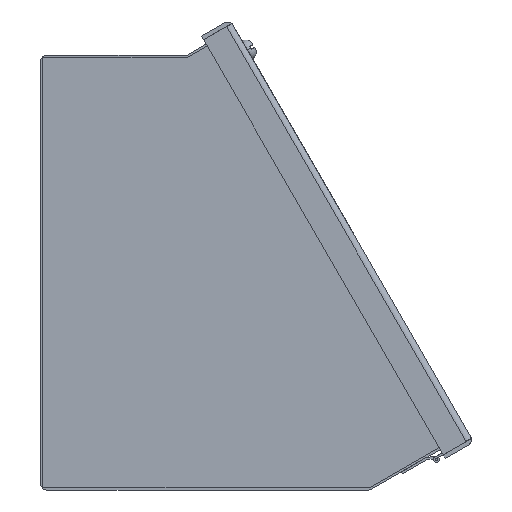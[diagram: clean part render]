
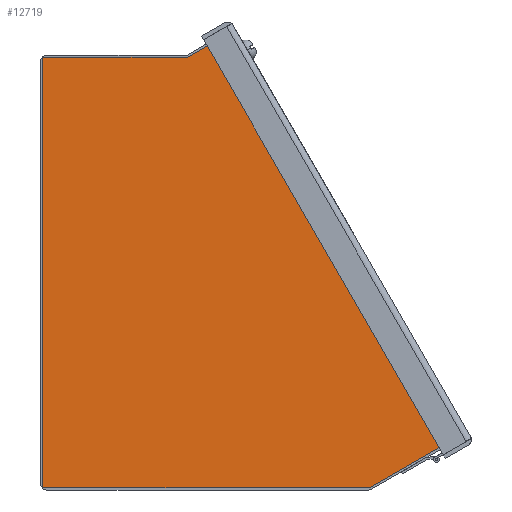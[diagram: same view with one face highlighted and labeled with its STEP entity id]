
A CAD part, left-side view. The second image highlights one B-rep face of the part: STEP entity #12719.
In plain terms, the highlighted planar face has unit normal (-1, 0, 0).
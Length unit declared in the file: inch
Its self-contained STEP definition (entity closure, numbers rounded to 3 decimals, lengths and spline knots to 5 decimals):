
#289 = VERTEX_POINT ( 'NONE', #3151 ) ;
#370 = LINE ( 'NONE', #4963, #15131 ) ;
#445 = ORIENTED_EDGE ( 'NONE', *, *, #4676, .T. ) ;
#492 = CARTESIAN_POINT ( 'NONE',  ( -6., -0.036, 0.036 ) ) ;
#1208 = EDGE_CURVE ( 'NONE', #3059, #6761, #9578, .T. ) ;
#1355 = VERTEX_POINT ( 'NONE', #3723 ) ;
#1578 = EDGE_CURVE ( 'NONE', #12493, #11147, #4435, .T. ) ;
#1691 = DIRECTION ( 'NONE',  ( 0., 0.866, -0.5 ) ) ;
#1950 = EDGE_CURVE ( 'NONE', #6761, #289, #9282, .T. ) ;
#2219 = ORIENTED_EDGE ( 'NONE', *, *, #5716, .T. ) ;
#2601 = ORIENTED_EDGE ( 'NONE', *, *, #15472, .F. ) ;
#2983 = CARTESIAN_POINT ( 'NONE',  ( -6., -3.1359, 7.763 ) ) ;
#3008 = VECTOR ( 'NONE', #11337, 39.37008 ) ;
#3059 = VERTEX_POINT ( 'NONE', #2983 ) ;
#3151 = CARTESIAN_POINT ( 'NONE',  ( -6., -3.41505, 7.1356 ) ) ;
#3233 = CARTESIAN_POINT ( 'NONE',  ( -6., -6.76401, 1.48001 ) ) ;
#3350 = CARTESIAN_POINT ( 'NONE',  ( -6., -3.4774, 7.1716 ) ) ;
#3397 = ORIENTED_EDGE ( 'NONE', *, *, #5131, .F. ) ;
#3469 = LINE ( 'NONE', #12159, #10852 ) ;
#3489 = ORIENTED_EDGE ( 'NONE', *, *, #13214, .F. ) ;
#3723 = CARTESIAN_POINT ( 'NONE',  ( -6., -6.70165, 1.44401 ) ) ;
#3875 = ORIENTED_EDGE ( 'NONE', *, *, #13804, .F. ) ;
#3969 = VERTEX_POINT ( 'NONE', #8449 ) ;
#4098 = VERTEX_POINT ( 'NONE', #7571 ) ;
#4328 = CARTESIAN_POINT ( 'NONE',  ( -6., -0.036, 0.036 ) ) ;
#4435 = LINE ( 'NONE', #3233, #14600 ) ;
#4513 = VECTOR ( 'NONE', #12598, 39.37008 ) ;
#4579 = EDGE_CURVE ( 'NONE', #13102, #3969, #370, .T. ) ;
#4676 = EDGE_CURVE ( 'NONE', #1355, #4683, #13632, .T. ) ;
#4683 = VERTEX_POINT ( 'NONE', #9055 ) ;
#4878 = DIRECTION ( 'NONE',  ( 0., -0.5, -0.866 ) ) ;
#4963 = CARTESIAN_POINT ( 'NONE',  ( -6., -0.036, 7.401 ) ) ;
#5058 = VECTOR ( 'NONE', #1691, 39.37008 ) ;
#5131 = EDGE_CURVE ( 'NONE', #11147, #4098, #14896, .T. ) ;
#5134 = VECTOR ( 'NONE', #15459, 39.37008 ) ;
#5264 = CARTESIAN_POINT ( 'NONE',  ( -6., -6.70165, 1.44401 ) ) ;
#5485 = ORIENTED_EDGE ( 'NONE', *, *, #1208, .F. ) ;
#5633 = CARTESIAN_POINT ( 'NONE',  ( -6., -7.10551, 0.88861 ) ) ;
#5716 = EDGE_CURVE ( 'NONE', #14611, #289, #3469, .T. ) ;
#5817 = LINE ( 'NONE', #10635, #10419 ) ;
#6050 = VECTOR ( 'NONE', #14568, 39.37008 ) ;
#6339 = ORIENTED_EDGE ( 'NONE', *, *, #15473, .F. ) ;
#6557 = DIRECTION ( 'NONE',  ( 0., -0.5, -0.866 ) ) ;
#6637 = ORIENTED_EDGE ( 'NONE', *, *, #4579, .F. ) ;
#6694 = VERTEX_POINT ( 'NONE', #8791 ) ;
#6701 = DIRECTION ( 'NONE',  ( 0., -0.866, 0.5 ) ) ;
#6719 = ORIENTED_EDGE ( 'NONE', *, *, #1950, .F. ) ;
#6737 = CARTESIAN_POINT ( 'NONE',  ( -6., -3.41509, 7.13553 ) ) ;
#6761 = VERTEX_POINT ( 'NONE', #12957 ) ;
#6972 = CARTESIAN_POINT ( 'NONE',  ( -6., -3.1359, 7.763 ) ) ;
#7104 = DIRECTION ( 'NONE',  ( 0., 0.5, 0.866 ) ) ;
#7242 = DIRECTION ( 'NONE',  ( 0., -1., 0. ) ) ;
#7571 = CARTESIAN_POINT ( 'NONE',  ( -6., -5.629, 0.036 ) ) ;
#7704 = CARTESIAN_POINT ( 'NONE',  ( -6., -0.036, 7.401 ) ) ;
#7838 = LINE ( 'NONE', #492, #11171 ) ;
#8128 = VECTOR ( 'NONE', #6557, 39.37008 ) ;
#8368 = AXIS2_PLACEMENT_3D ( 'NONE', #9471, #10483, #12993 ) ;
#8449 = CARTESIAN_POINT ( 'NONE',  ( -6., -2.509, 7.401 ) ) ;
#8791 = CARTESIAN_POINT ( 'NONE',  ( -6., -0.036, 0.036 ) ) ;
#9055 = CARTESIAN_POINT ( 'NONE',  ( -6., -6.70162, 1.44407 ) ) ;
#9083 = CARTESIAN_POINT ( 'NONE',  ( -6., -3.41509, 7.13553 ) ) ;
#9282 = LINE ( 'NONE', #3350, #4513 ) ;
#9449 = ORIENTED_EDGE ( 'NONE', *, *, #13497, .F. ) ;
#9471 = CARTESIAN_POINT ( 'NONE',  ( -6., -0.036, 0.036 ) ) ;
#9578 = LINE ( 'NONE', #6972, #6050 ) ;
#9754 = ORIENTED_EDGE ( 'NONE', *, *, #1578, .F. ) ;
#10419 = VECTOR ( 'NONE', #6701, 39.37008 ) ;
#10483 = DIRECTION ( 'NONE',  ( 1., 0., 0. ) ) ;
#10635 = CARTESIAN_POINT ( 'NONE',  ( -6., -2.509, 7.401 ) ) ;
#10852 = VECTOR ( 'NONE', #7104, 39.37008 ) ;
#11147 = VERTEX_POINT ( 'NONE', #5633 ) ;
#11171 = VECTOR ( 'NONE', #11240, 39.37008 ) ;
#11240 = DIRECTION ( 'NONE',  ( 0., 1., 0. ) ) ;
#11337 = DIRECTION ( 'NONE',  ( 0., 0.5, 0.866 ) ) ;
#11449 = LINE ( 'NONE', #9083, #8128 ) ;
#11587 = EDGE_LOOP ( 'NONE', ( #9449, #3397, #9754, #3489, #445, #3875, #2219, #6719, #5485, #2601, #6637, #6339 ) ) ;
#11824 = FACE_OUTER_BOUND ( 'NONE', #11587, .T. ) ;
#12159 = CARTESIAN_POINT ( 'NONE',  ( -6., -6.70165, 1.44401 ) ) ;
#12493 = VERTEX_POINT ( 'NONE', #15577 ) ;
#12511 = CARTESIAN_POINT ( 'NONE',  ( -6., -7.10551, 0.88861 ) ) ;
#12598 = DIRECTION ( 'NONE',  ( 0., 0.866, -0.5 ) ) ;
#12719 = ADVANCED_FACE ( 'NONE', ( #11824 ), #15475, .F. ) ;
#12957 = CARTESIAN_POINT ( 'NONE',  ( -6., -3.4774, 7.1716 ) ) ;
#12993 = DIRECTION ( 'NONE',  ( 0., 0., 1. ) ) ;
#13102 = VERTEX_POINT ( 'NONE', #7704 ) ;
#13127 = CARTESIAN_POINT ( 'NONE',  ( -6., -6.70165, 1.44401 ) ) ;
#13214 = EDGE_CURVE ( 'NONE', #1355, #12493, #14317, .T. ) ;
#13497 = EDGE_CURVE ( 'NONE', #4098, #6694, #7838, .T. ) ;
#13632 = LINE ( 'NONE', #5264, #3008 ) ;
#13672 = VECTOR ( 'NONE', #15589, 39.37008 ) ;
#13804 = EDGE_CURVE ( 'NONE', #14611, #4683, #11449, .T. ) ;
#14317 = LINE ( 'NONE', #13127, #13672 ) ;
#14568 = DIRECTION ( 'NONE',  ( 0., -0.5, -0.866 ) ) ;
#14600 = VECTOR ( 'NONE', #4878, 39.37008 ) ;
#14611 = VERTEX_POINT ( 'NONE', #6737 ) ;
#14896 = LINE ( 'NONE', #12511, #5058 ) ;
#15131 = VECTOR ( 'NONE', #7242, 39.37008 ) ;
#15376 = LINE ( 'NONE', #4328, #5134 ) ;
#15459 = DIRECTION ( 'NONE',  ( 0., 0., 1. ) ) ;
#15472 = EDGE_CURVE ( 'NONE', #3969, #3059, #5817, .T. ) ;
#15473 = EDGE_CURVE ( 'NONE', #6694, #13102, #15376, .T. ) ;
#15475 = PLANE ( 'NONE',  #8368 ) ;
#15577 = CARTESIAN_POINT ( 'NONE',  ( -6., -6.76401, 1.48001 ) ) ;
#15589 = DIRECTION ( 'NONE',  ( 0., -0.866, 0.5 ) ) ;
